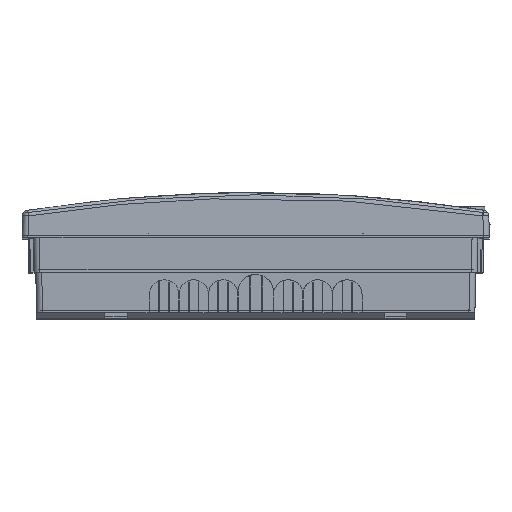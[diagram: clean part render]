
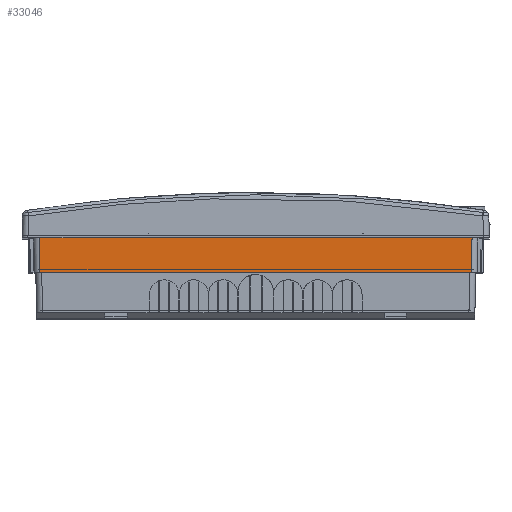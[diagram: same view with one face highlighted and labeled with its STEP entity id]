
A CAD part, top view. The second image highlights one B-rep face of the part: STEP entity #33046.
In plain terms, the highlighted planar face has unit normal (0, -0.018, 1).
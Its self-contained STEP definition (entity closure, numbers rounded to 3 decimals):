
#16339=CARTESIAN_POINT('',(-180.988,38.8,249.792));
#17619=CARTESIAN_POINT('',(181.491,67.6,250.295));
#17637=DIRECTION('',(-1.,0.,0.));
#17638=VECTOR('',#17637,361.976);
#17639=CARTESIAN_POINT('',(180.988,38.8,249.792));
#17640=LINE('',#17639,#17638);
#17644=DIRECTION('',(-0.017,1.,0.017));
#17645=VECTOR('',#17644,28.809);
#17646=CARTESIAN_POINT('',(-180.988,38.8,249.792));
#17647=LINE('',#17646,#17645);
#17651=DIRECTION('',(1.,0.,0.));
#17652=VECTOR('',#17651,362.982);
#17653=CARTESIAN_POINT('',(-181.491,67.6,250.295));
#17654=LINE('',#17653,#17652);
#17658=DIRECTION('',(-0.017,-1.,-0.017));
#17659=VECTOR('',#17658,28.809);
#17660=CARTESIAN_POINT('',(181.491,67.6,250.295));
#17661=LINE('',#17660,#17659);
#29571=VERTEX_POINT('',#16339);
#29572=CARTESIAN_POINT('',(180.988,38.8,249.792));
#29573=VERTEX_POINT('',#29572);
#29676=VERTEX_POINT('',#17619);
#29677=CARTESIAN_POINT('',(-181.491,67.6,250.295));
#29678=VERTEX_POINT('',#29677);
#33034=CARTESIAN_POINT('',(0.,67.6,250.295));
#33035=DIRECTION('',(0.,-0.017,1.));
#33036=DIRECTION('',(0.,-1.,-0.017));
#33037=AXIS2_PLACEMENT_3D('',#33034,#33035,#33036);
#33038=PLANE('',#33037);
#33039=ORIENTED_EDGE('',*,*,#32014,.T.);
#33041=ORIENTED_EDGE('',*,*,#33040,.T.);
#33042=ORIENTED_EDGE('',*,*,#32176,.T.);
#33043=ORIENTED_EDGE('',*,*,#33022,.T.);
#33044=EDGE_LOOP('',(#33039,#33041,#33042,#33043));
#33045=FACE_OUTER_BOUND('',#33044,.F.);
#32014=EDGE_CURVE('',#29573,#29571,#17640,.T.);
#32176=EDGE_CURVE('',#29678,#29676,#17654,.T.);
#33022=EDGE_CURVE('',#29676,#29573,#17661,.T.);
#33040=EDGE_CURVE('',#29571,#29678,#17647,.T.);
#33046=ADVANCED_FACE('',(#33045),#33038,.T.);
